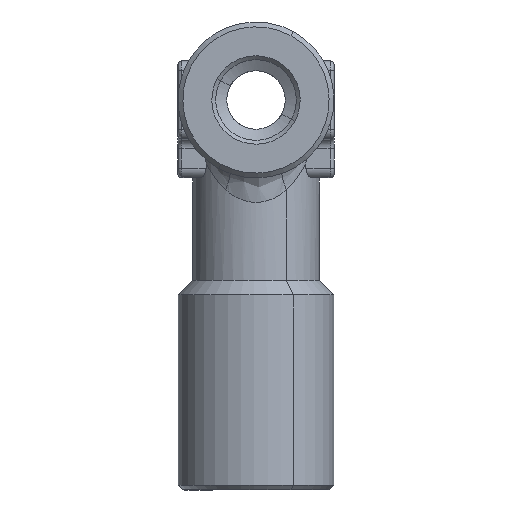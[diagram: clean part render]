
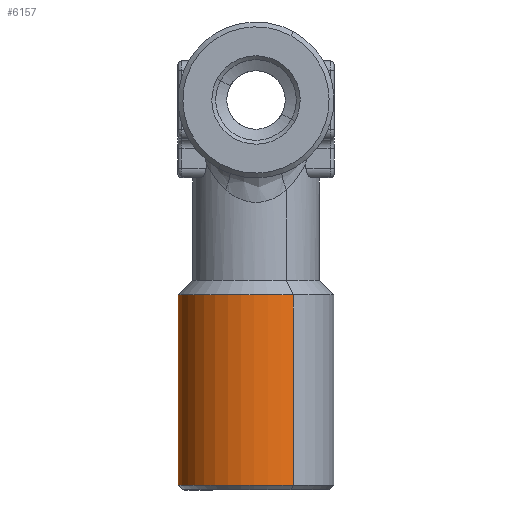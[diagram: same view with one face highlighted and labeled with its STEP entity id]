
A CAD part, front view. The second image highlights one B-rep face of the part: STEP entity #6157.
In plain terms, the highlighted cylindrical face has radius 4 mm (diameter 8 mm), a partial arc.
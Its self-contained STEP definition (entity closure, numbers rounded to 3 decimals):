
#4815=CARTESIAN_POINT('Vertex',(-1.918,3.51,-10.)) ;
#4818=CARTESIAN_POINT('Axis2P3D Location',(0.,0.,-10.)) ;
#4822=CARTESIAN_POINT('Vertex',(1.918,-3.51,-10.)) ;
#6127=CARTESIAN_POINT('Axis2P3D Location',(0.,0.,-10.)) ;
#6132=CARTESIAN_POINT('Line Origine',(1.918,-3.51,-15.)) ;
#6136=CARTESIAN_POINT('Vertex',(1.918,-3.51,-19.75)) ;
#6139=CARTESIAN_POINT('Line Origine',(-1.918,3.51,-15.)) ;
#6143=CARTESIAN_POINT('Vertex',(-1.918,3.51,-19.75)) ;
#6146=CARTESIAN_POINT('Axis2P3D Location',(0.,0.,-19.75)) ;
#4819=DIRECTION('Axis2P3D Direction',(0.,0.,-1.)) ;
#6128=DIRECTION('Axis2P3D Direction',(-0.,0.,1.)) ;
#6129=DIRECTION('Axis2P3D XDirection',(0.479,-0.878,0.)) ;
#6133=DIRECTION('Vector Direction',(0.,0.,1.)) ;
#6140=DIRECTION('Vector Direction',(0.,0.,1.)) ;
#6147=DIRECTION('Axis2P3D Direction',(-0.,0.,1.)) ;
#4820=AXIS2_PLACEMENT_3D('Circle Axis2P3D',#4818,#4819,$) ;
#6130=AXIS2_PLACEMENT_3D('Cylinder Axis2P3D',#6127,#6128,#6129) ;
#6148=AXIS2_PLACEMENT_3D('Circle Axis2P3D',#6146,#6147,$) ;
#6152=ORIENTED_EDGE('',*,*,#6138,.F.) ;
#6153=ORIENTED_EDGE('',*,*,#4824,.F.) ;
#6154=ORIENTED_EDGE('',*,*,#6145,.T.) ;
#6155=ORIENTED_EDGE('',*,*,#6150,.T.) ;
#6134=VECTOR('Line Direction',#6133,1.) ;
#6141=VECTOR('Line Direction',#6140,1.) ;
#6157=ADVANCED_FACE('Corps principal',(#6156),#6131,.T.) ;
#4821=CIRCLE('generated circle',#4820,4.) ;
#6149=CIRCLE('generated circle',#6148,4.) ;
#6131=CYLINDRICAL_SURFACE('generated cylinder',#6130,4.) ;
#4824=EDGE_CURVE('',#4816,#4823,#4821,.F.) ;
#6138=EDGE_CURVE('',#4823,#6137,#6135,.F.) ;
#6145=EDGE_CURVE('',#4816,#6144,#6142,.F.) ;
#6150=EDGE_CURVE('',#6144,#6137,#6149,.T.) ;
#6151=EDGE_LOOP('',(#6152,#6153,#6154,#6155)) ;
#6156=FACE_OUTER_BOUND('',#6151,.T.) ;
#6135=LINE('Line',#6132,#6134) ;
#6142=LINE('Line',#6139,#6141) ;
#4816=VERTEX_POINT('',#4815) ;
#4823=VERTEX_POINT('',#4822) ;
#6137=VERTEX_POINT('',#6136) ;
#6144=VERTEX_POINT('',#6143) ;
